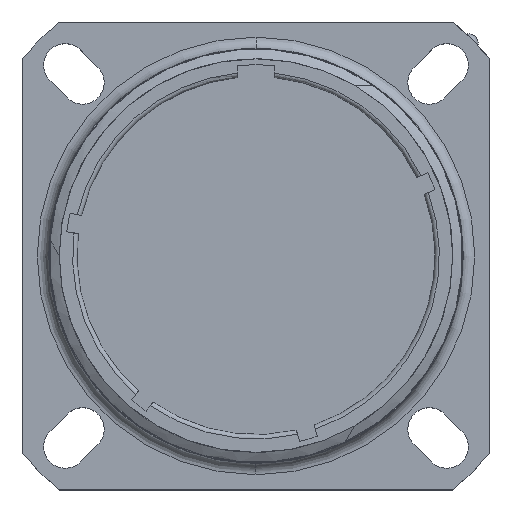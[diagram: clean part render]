
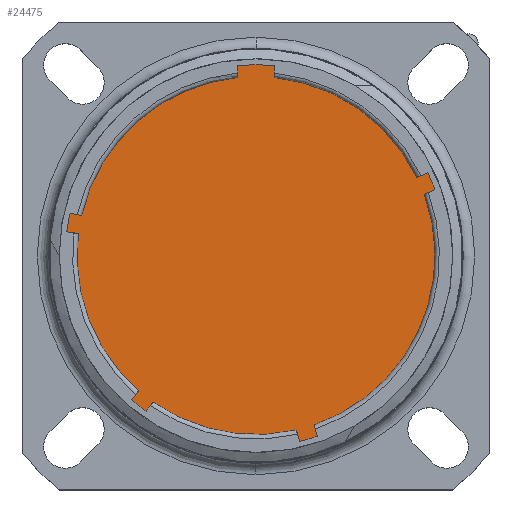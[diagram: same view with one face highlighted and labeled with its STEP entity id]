
A CAD part, top view. The second image highlights one B-rep face of the part: STEP entity #24475.
In plain terms, the highlighted planar face has unit normal (0, 0, 1).
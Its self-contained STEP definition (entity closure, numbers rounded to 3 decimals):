
#13094=CARTESIAN_POINT('',(0.,0.,18.015));
#13095=DIRECTION('',(0.,0.,1.));
#13096=DIRECTION('',(0.938,0.345,0.));
#13097=AXIS2_PLACEMENT_3D('',#13094,#13095,#13096);
#13103=CARTESIAN_POINT('',(0.,0.,18.015));
#13104=DIRECTION('',(0.,0.,-1.));
#13105=DIRECTION('',(0.101,0.995,0.));
#13106=AXIS2_PLACEMENT_3D('',#13103,#13104,#13105);
#13116=DIRECTION('',(0.,1.,0.));
#13117=VECTOR('',#13116,1.075);
#13118=CARTESIAN_POINT('',(1.65,16.312,18.015));
#13119=LINE('',#13118,#13117);
#13120=CARTESIAN_POINT('',(0.,0.,18.015));
#13121=DIRECTION('',(0.,0.,1.));
#13122=DIRECTION('',(0.094,0.996,0.));
#13123=AXIS2_PLACEMENT_3D('',#13120,#13121,#13122);
#13129=DIRECTION('',(0.,-1.,0.));
#13130=VECTOR('',#13129,1.075);
#13131=CARTESIAN_POINT('',(-1.65,17.387,18.015));
#13132=LINE('',#13131,#13130);
#13137=CARTESIAN_POINT('',(0.,0.,18.015));
#13138=DIRECTION('',(0.,0.,-1.));
#13139=DIRECTION('',(-0.974,0.224,0.));
#13140=AXIS2_PLACEMENT_3D('',#13137,#13138,#13139);
#13150=DIRECTION('',(-0.985,0.174,0.));
#13151=VECTOR('',#13150,1.071);
#13152=CARTESIAN_POINT('',(-15.977,3.68,18.015));
#13153=LINE('',#13152,#13151);
#13154=CARTESIAN_POINT('',(0.,0.,18.015));
#13155=DIRECTION('',(0.,0.,1.));
#13156=DIRECTION('',(-0.975,0.221,0.));
#13157=AXIS2_PLACEMENT_3D('',#13154,#13155,#13156);
#13163=DIRECTION('',(0.985,-0.174,0.));
#13164=VECTOR('',#13163,1.071);
#13165=CARTESIAN_POINT('',(-17.327,2.192,18.015));
#13166=LINE('',#13165,#13164);
#13171=CARTESIAN_POINT('',(0.,0.,18.015));
#13172=DIRECTION('',(0.,0.,-1.));
#13173=DIRECTION('',(-0.656,-0.755,0.));
#13174=AXIS2_PLACEMENT_3D('',#13171,#13172,#13173);
#13184=DIRECTION('',(-0.616,-0.788,0.));
#13185=VECTOR('',#13184,1.071);
#13186=CARTESIAN_POINT('',(-10.75,-12.379,18.015));
#13187=LINE('',#13186,#13185);
#13188=CARTESIAN_POINT('',(0.,0.,18.015));
#13189=DIRECTION('',(0.,0.,1.));
#13190=DIRECTION('',(-0.653,-0.757,0.));
#13191=AXIS2_PLACEMENT_3D('',#13188,#13189,#13190);
#13197=DIRECTION('',(0.616,0.788,0.));
#13198=VECTOR('',#13197,1.071);
#13199=CARTESIAN_POINT('',(-10.07,-14.27,18.015));
#13200=LINE('',#13199,#13198);
#13205=CARTESIAN_POINT('',(0.,0.,18.015));
#13206=DIRECTION('',(0.,0.,-1.));
#13207=DIRECTION('',(0.225,-0.974,0.));
#13208=AXIS2_PLACEMENT_3D('',#13205,#13206,#13207);
#13218=DIRECTION('',(0.276,-0.961,0.));
#13219=VECTOR('',#13218,1.071);
#13220=CARTESIAN_POINT('',(3.696,-15.973,18.015));
#13221=LINE('',#13220,#13219);
#13222=CARTESIAN_POINT('',(0.,0.,18.015));
#13223=DIRECTION('',(0.,0.,1.));
#13224=DIRECTION('',(0.229,-0.974,0.));
#13225=AXIS2_PLACEMENT_3D('',#13222,#13223,#13224);
#13231=DIRECTION('',(-0.276,0.961,0.));
#13232=VECTOR('',#13231,1.071);
#13233=CARTESIAN_POINT('',(5.625,-16.534,18.015));
#13234=LINE('',#13233,#13232);
#13239=CARTESIAN_POINT('',(0.,0.,18.015));
#13240=DIRECTION('',(0.,0.,-1.));
#13241=DIRECTION('',(0.94,0.342,0.));
#13242=AXIS2_PLACEMENT_3D('',#13239,#13240,#13241);
#13252=DIRECTION('',(0.921,0.391,0.));
#13253=VECTOR('',#13252,1.071);
#13254=CARTESIAN_POINT('',(15.404,5.615,18.015));
#13255=LINE('',#13254,#13253);
#13506=DIRECTION('',(-0.921,-0.391,0.));
#13507=VECTOR('',#13506,1.071);
#13508=CARTESIAN_POINT('',(15.725,7.598,18.015));
#13509=LINE('',#13508,#13507);
#14734=CARTESIAN_POINT('',(1.65,16.312,18.015));
#14735=CARTESIAN_POINT('',(14.739,7.18,18.015));
#14736=VERTEX_POINT('',#14734);
#14737=VERTEX_POINT('',#14735);
#14778=CARTESIAN_POINT('',(1.65,17.387,18.015));
#14779=VERTEX_POINT('',#14778);
#14780=CARTESIAN_POINT('',(-1.65,17.387,18.015));
#14781=VERTEX_POINT('',#14780);
#14782=CARTESIAN_POINT('',(-1.65,16.312,18.015));
#14783=VERTEX_POINT('',#14782);
#14784=CARTESIAN_POINT('',(-15.977,3.68,18.015));
#14785=CARTESIAN_POINT('',(-17.032,3.866,18.015));
#14786=VERTEX_POINT('',#14784);
#14787=VERTEX_POINT('',#14785);
#14788=CARTESIAN_POINT('',(-17.327,2.192,18.015));
#14789=VERTEX_POINT('',#14788);
#14790=CARTESIAN_POINT('',(-16.272,2.006,18.015));
#14791=VERTEX_POINT('',#14790);
#14792=CARTESIAN_POINT('',(-11.41,-13.223,18.015));
#14793=CARTESIAN_POINT('',(-10.07,-14.27,18.015));
#14794=VERTEX_POINT('',#14792);
#14795=VERTEX_POINT('',#14793);
#14796=CARTESIAN_POINT('',(-9.41,-13.425,18.015));
#14797=VERTEX_POINT('',#14796);
#14798=CARTESIAN_POINT('',(-10.75,-12.379,18.015));
#14799=VERTEX_POINT('',#14798);
#14800=CARTESIAN_POINT('',(3.991,-17.003,18.015));
#14801=CARTESIAN_POINT('',(5.625,-16.534,18.015));
#14802=VERTEX_POINT('',#14800);
#14803=VERTEX_POINT('',#14801);
#14804=CARTESIAN_POINT('',(5.33,-15.504,18.015));
#14805=VERTEX_POINT('',#14804);
#14806=CARTESIAN_POINT('',(3.696,-15.973,18.015));
#14807=VERTEX_POINT('',#14806);
#14808=CARTESIAN_POINT('',(16.39,6.034,18.015));
#14809=CARTESIAN_POINT('',(15.725,7.598,18.015));
#14810=VERTEX_POINT('',#14808);
#14811=VERTEX_POINT('',#14809);
#14812=CARTESIAN_POINT('',(15.404,5.615,18.015));
#14813=VERTEX_POINT('',#14812);
#24429=CARTESIAN_POINT('',(0.,0.,18.015));
#24430=DIRECTION('',(0.,0.,-1.));
#24431=DIRECTION('',(0.,1.,0.));
#24432=AXIS2_PLACEMENT_3D('',#24429,#24430,#24431);
#24433=PLANE('',#24432);
#24435=ORIENTED_EDGE('',*,*,#24434,.T.);
#24437=ORIENTED_EDGE('',*,*,#24436,.F.);
#24438=ORIENTED_EDGE('',*,*,#24419,.F.);
#24440=ORIENTED_EDGE('',*,*,#24439,.F.);
#24442=ORIENTED_EDGE('',*,*,#24441,.T.);
#24444=ORIENTED_EDGE('',*,*,#24443,.F.);
#24446=ORIENTED_EDGE('',*,*,#24445,.F.);
#24448=ORIENTED_EDGE('',*,*,#24447,.F.);
#24450=ORIENTED_EDGE('',*,*,#24449,.T.);
#24452=ORIENTED_EDGE('',*,*,#24451,.F.);
#24454=ORIENTED_EDGE('',*,*,#24453,.F.);
#24456=ORIENTED_EDGE('',*,*,#24455,.F.);
#24458=ORIENTED_EDGE('',*,*,#24457,.T.);
#24460=ORIENTED_EDGE('',*,*,#24459,.F.);
#24462=ORIENTED_EDGE('',*,*,#24461,.F.);
#24464=ORIENTED_EDGE('',*,*,#24463,.F.);
#24466=ORIENTED_EDGE('',*,*,#24465,.T.);
#24468=ORIENTED_EDGE('',*,*,#24467,.F.);
#24470=ORIENTED_EDGE('',*,*,#24469,.F.);
#24472=ORIENTED_EDGE('',*,*,#24471,.F.);
#24473=EDGE_LOOP('',(#24435,#24437,#24438,#24440,#24442,#24444,#24446,#24448,
#24450,#24452,#24454,#24456,#24458,#24460,#24462,#24464,#24466,#24468,#24470,
#24472));
#24474=FACE_OUTER_BOUND('',#24473,.F.);
#24475=ADVANCED_FACE('',(#24474),#24433,.F.);
#13098=CIRCLE('',#13097,17.465);
#13107=CIRCLE('',#13106,16.395);
#13124=CIRCLE('',#13123,17.465);
#13141=CIRCLE('',#13140,16.395);
#13158=CIRCLE('',#13157,17.465);
#13175=CIRCLE('',#13174,16.395);
#13192=CIRCLE('',#13191,17.465);
#13209=CIRCLE('',#13208,16.395);
#13226=CIRCLE('',#13225,17.465);
#13243=CIRCLE('',#13242,16.395);
#24419=EDGE_CURVE('',#14810,#14811,#13098,.T.);
#24434=EDGE_CURVE('',#14736,#14737,#13107,.T.);
#24436=EDGE_CURVE('',#14811,#14737,#13509,.T.);
#24439=EDGE_CURVE('',#14813,#14810,#13255,.T.);
#24441=EDGE_CURVE('',#14813,#14805,#13243,.T.);
#24443=EDGE_CURVE('',#14803,#14805,#13234,.T.);
#24445=EDGE_CURVE('',#14802,#14803,#13226,.T.);
#24447=EDGE_CURVE('',#14807,#14802,#13221,.T.);
#24449=EDGE_CURVE('',#14807,#14797,#13209,.T.);
#24451=EDGE_CURVE('',#14795,#14797,#13200,.T.);
#24453=EDGE_CURVE('',#14794,#14795,#13192,.T.);
#24455=EDGE_CURVE('',#14799,#14794,#13187,.T.);
#24457=EDGE_CURVE('',#14799,#14791,#13175,.T.);
#24459=EDGE_CURVE('',#14789,#14791,#13166,.T.);
#24461=EDGE_CURVE('',#14787,#14789,#13158,.T.);
#24463=EDGE_CURVE('',#14786,#14787,#13153,.T.);
#24465=EDGE_CURVE('',#14786,#14783,#13141,.T.);
#24467=EDGE_CURVE('',#14781,#14783,#13132,.T.);
#24469=EDGE_CURVE('',#14779,#14781,#13124,.T.);
#24471=EDGE_CURVE('',#14736,#14779,#13119,.T.);
